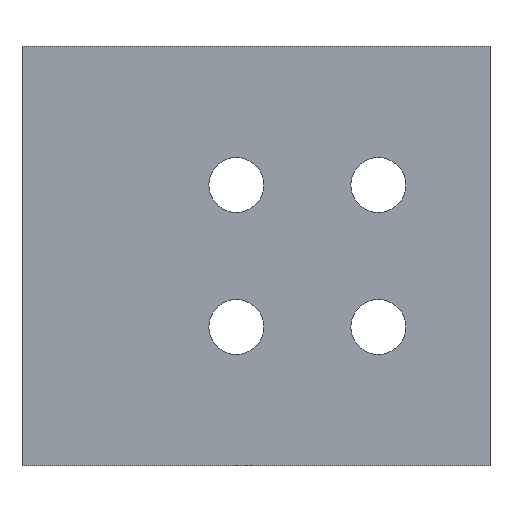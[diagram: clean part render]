
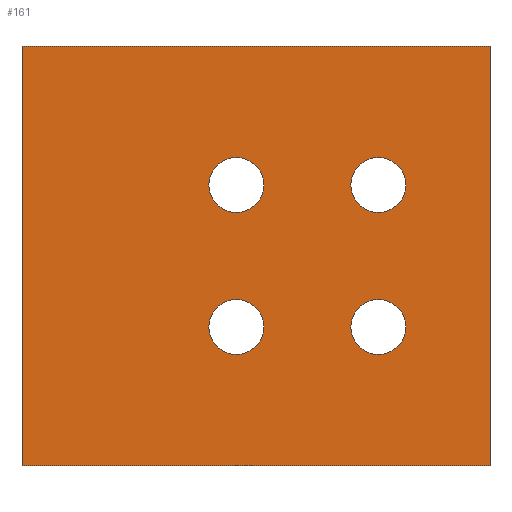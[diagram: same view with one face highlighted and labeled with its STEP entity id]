
A CAD part, front view. The second image highlights one B-rep face of the part: STEP entity #161.
In plain terms, the highlighted planar face has unit normal (0, -1, 0).
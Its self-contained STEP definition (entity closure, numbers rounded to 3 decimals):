
#115 = VERTEX_POINT( '', #284 );
#117 = EDGE_CURVE( '', #247, #167, #286, .T. );
#121 = VERTEX_POINT( '', #291 );
#127 = EDGE_CURVE( '', #121, #133, #298, .T. );
#133 = VERTEX_POINT( '', #304 );
#135 = EDGE_CURVE( '', #195, #181, #306, .T. );
#137 = VERTEX_POINT( '', #308 );
#141 = EDGE_CURVE( '', #133, #121, #312, .T. );
#143 = VERTEX_POINT( '', #314 );
#149 = EDGE_CURVE( '', #115, #179, #320, .T. );
#151 = EDGE_CURVE( '', #179, #115, #322, .T. );
#161 = ADVANCED_FACE( '', ( #333, #334, #335, #336, #337 ), #338, .F. );
#167 = VERTEX_POINT( '', #345 );
#175 = VERTEX_POINT( '', #358 );
#179 = VERTEX_POINT( '', #362 );
#181 = VERTEX_POINT( '', #364 );
#187 = EDGE_CURVE( '', #137, #213, #370, .T. );
#195 = VERTEX_POINT( '', #378 );
#197 = EDGE_CURVE( '', #181, #247, #380, .T. );
#213 = VERTEX_POINT( '', #399 );
#231 = EDGE_CURVE( '', #213, #137, #419, .T. );
#233 = EDGE_CURVE( '', #143, #175, #421, .T. );
#237 = EDGE_CURVE( '', #167, #195, #425, .T. );
#241 = EDGE_CURVE( '', #175, #143, #429, .T. );
#247 = VERTEX_POINT( '', #435 );
#284 = CARTESIAN_POINT( '', ( 23.2, 0., -11. ) );
#286 = LINE( '', #470, #471 );
#291 = CARTESIAN_POINT( '', ( 1.2, 0., -11. ) );
#298 = CIRCLE( '', #485, 4.25 );
#304 = CARTESIAN_POINT( '', ( -7.3, 0., -11. ) );
#306 = LINE( '', #496, #497 );
#308 = CARTESIAN_POINT( '', ( 23.2, 0., 11. ) );
#312 = CIRCLE( '', #506, 4.25 );
#314 = CARTESIAN_POINT( '', ( 1.2, 0., 11. ) );
#320 = CIRCLE( '', #514, 4.25 );
#322 = CIRCLE( '', #517, 4.25 );
#333 = FACE_OUTER_BOUND( '', #530, .T. );
#334 = FACE_BOUND( '', #531, .T. );
#335 = FACE_BOUND( '', #532, .T. );
#336 = FACE_BOUND( '', #533, .T. );
#337 = FACE_BOUND( '', #534, .T. );
#338 = PLANE( '', #535 );
#345 = CARTESIAN_POINT( '', ( -36.25, 0., 32.5 ) );
#358 = CARTESIAN_POINT( '', ( -7.3, 0., 11. ) );
#362 = CARTESIAN_POINT( '', ( 14.7, 0., -11. ) );
#364 = CARTESIAN_POINT( '', ( 36.25, 0., -32.5 ) );
#370 = CIRCLE( '', #573, 4.25 );
#378 = CARTESIAN_POINT( '', ( 36.25, 0., 32.5 ) );
#380 = LINE( '', #588, #589 );
#399 = CARTESIAN_POINT( '', ( 14.7, 0., 11. ) );
#419 = CIRCLE( '', #640, 4.25 );
#421 = CIRCLE( '', #643, 4.25 );
#425 = LINE( '', #650, #651 );
#429 = CIRCLE( '', #658, 4.25 );
#435 = CARTESIAN_POINT( '', ( -36.25, 0., -32.5 ) );
#470 = CARTESIAN_POINT( '', ( -36.25, 0., -32.5 ) );
#471 = VECTOR( '', #699, 1. );
#485 = AXIS2_PLACEMENT_3D( '', #719, #720, #721 );
#496 = CARTESIAN_POINT( '', ( 36.25, 0., 32.5 ) );
#497 = VECTOR( '', #723, 1. );
#506 = AXIS2_PLACEMENT_3D( '', #725, #726, #727 );
#514 = AXIS2_PLACEMENT_3D( '', #729, #730, #731 );
#517 = AXIS2_PLACEMENT_3D( '', #732, #733, #734 );
#530 = EDGE_LOOP( '', ( #745, #746, #747, #748 ) );
#531 = EDGE_LOOP( '', ( #749, #750 ) );
#532 = EDGE_LOOP( '', ( #751, #752 ) );
#533 = EDGE_LOOP( '', ( #753, #754 ) );
#534 = EDGE_LOOP( '', ( #755, #756 ) );
#535 = AXIS2_PLACEMENT_3D( '', #757, #758, #759 );
#573 = AXIS2_PLACEMENT_3D( '', #794, #795, #796 );
#588 = CARTESIAN_POINT( '', ( 36.25, 0., -32.5 ) );
#589 = VECTOR( '', #804, 1. );
#640 = AXIS2_PLACEMENT_3D( '', #853, #854, #855 );
#643 = AXIS2_PLACEMENT_3D( '', #856, #857, #858 );
#650 = CARTESIAN_POINT( '', ( -36.25, 0., 32.5 ) );
#651 = VECTOR( '', #860, 1. );
#658 = AXIS2_PLACEMENT_3D( '', #862, #863, #864 );
#699 = DIRECTION( '', ( 0., 0., 1. ) );
#719 = CARTESIAN_POINT( '', ( -3.05, 0., -11. ) );
#720 = DIRECTION( '', ( 0., 1., 0. ) );
#721 = DIRECTION( '', ( 1., 0., 0. ) );
#723 = DIRECTION( '', ( 0., 0., -1. ) );
#725 = CARTESIAN_POINT( '', ( -3.05, 0., -11. ) );
#726 = DIRECTION( '', ( 0., 1., 0. ) );
#727 = DIRECTION( '', ( 1., 0., 0. ) );
#729 = CARTESIAN_POINT( '', ( 18.95, 0., -11. ) );
#730 = DIRECTION( '', ( 0., 1., 0. ) );
#731 = DIRECTION( '', ( 1., 0., 0. ) );
#732 = CARTESIAN_POINT( '', ( 18.95, 0., -11. ) );
#733 = DIRECTION( '', ( 0., 1., 0. ) );
#734 = DIRECTION( '', ( 1., 0., 0. ) );
#745 = ORIENTED_EDGE( '', *, *, #237, .F. );
#746 = ORIENTED_EDGE( '', *, *, #117, .F. );
#747 = ORIENTED_EDGE( '', *, *, #197, .F. );
#748 = ORIENTED_EDGE( '', *, *, #135, .F. );
#749 = ORIENTED_EDGE( '', *, *, #149, .T. );
#750 = ORIENTED_EDGE( '', *, *, #151, .T. );
#751 = ORIENTED_EDGE( '', *, *, #187, .T. );
#752 = ORIENTED_EDGE( '', *, *, #231, .T. );
#753 = ORIENTED_EDGE( '', *, *, #127, .T. );
#754 = ORIENTED_EDGE( '', *, *, #141, .T. );
#755 = ORIENTED_EDGE( '', *, *, #233, .T. );
#756 = ORIENTED_EDGE( '', *, *, #241, .T. );
#757 = CARTESIAN_POINT( '', ( 0., 0., 0. ) );
#758 = DIRECTION( '', ( 0., 1., 0. ) );
#759 = DIRECTION( '', ( 0., 0., 1. ) );
#794 = CARTESIAN_POINT( '', ( 18.95, 0., 11. ) );
#795 = DIRECTION( '', ( 0., 1., 0. ) );
#796 = DIRECTION( '', ( 1., 0., 0. ) );
#804 = DIRECTION( '', ( -1., 0., 0. ) );
#853 = CARTESIAN_POINT( '', ( 18.95, 0., 11. ) );
#854 = DIRECTION( '', ( 0., 1., 0. ) );
#855 = DIRECTION( '', ( 1., 0., 0. ) );
#856 = CARTESIAN_POINT( '', ( -3.05, 0., 11. ) );
#857 = DIRECTION( '', ( 0., 1., 0. ) );
#858 = DIRECTION( '', ( 1., 0., 0. ) );
#860 = DIRECTION( '', ( 1., 0., 0. ) );
#862 = CARTESIAN_POINT( '', ( -3.05, 0., 11. ) );
#863 = DIRECTION( '', ( 0., 1., 0. ) );
#864 = DIRECTION( '', ( 1., 0., 0. ) );
